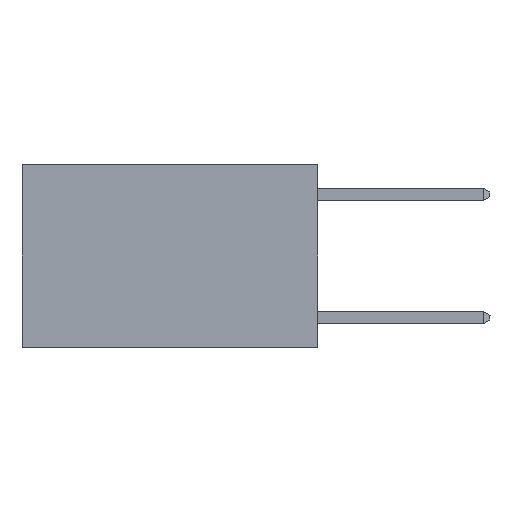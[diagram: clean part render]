
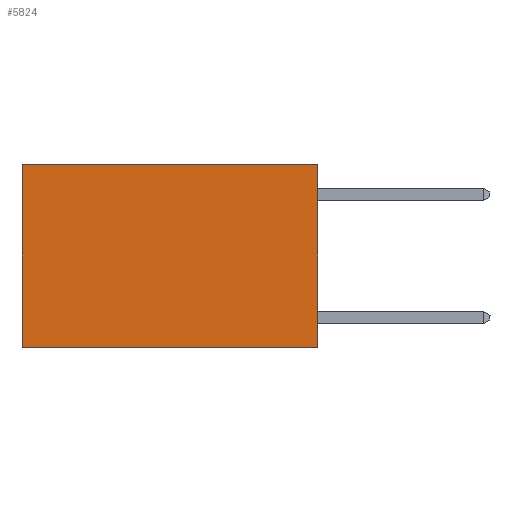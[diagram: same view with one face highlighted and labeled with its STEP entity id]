
A CAD part, left-side view. The second image highlights one B-rep face of the part: STEP entity #5824.
In plain terms, the highlighted planar face has unit normal (-1, 0, 0).
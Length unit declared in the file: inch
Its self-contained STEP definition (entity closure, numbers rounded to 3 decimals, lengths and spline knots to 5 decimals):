
#180 = EDGE_LOOP ( 'NONE', ( #3443, #796, #4606, #2946 ) ) ;
#260 = VECTOR ( 'NONE', #7483, 39.37008 ) ;
#664 = CARTESIAN_POINT ( 'NONE',  ( 0.2625, 0., -0.37 ) ) ;
#706 = DIRECTION ( 'NONE',  ( 0., 0., -1. ) ) ;
#796 = ORIENTED_EDGE ( 'NONE', *, *, #8193, .F. ) ;
#805 = FACE_OUTER_BOUND ( 'NONE', #180, .T. ) ;
#844 = LINE ( 'NONE', #3663, #8344 ) ;
#1105 = CARTESIAN_POINT ( 'NONE',  ( 0.2625, 0., -0.37 ) ) ;
#1383 = EDGE_CURVE ( 'NONE', #6090, #5229, #844, .T. ) ;
#1640 = PLANE ( 'NONE',  #5291 ) ;
#1670 = DIRECTION ( 'NONE',  ( 0., 0., -1. ) ) ;
#1978 = LINE ( 'NONE', #6221, #260 ) ;
#2640 = VECTOR ( 'NONE', #3087, 39.37008 ) ;
#2946 = ORIENTED_EDGE ( 'NONE', *, *, #1383, .T. ) ;
#3087 = DIRECTION ( 'NONE',  ( 0., 1., 0. ) ) ;
#3333 = CARTESIAN_POINT ( 'NONE',  ( 0.2625, 0.6, -0.37 ) ) ;
#3443 = ORIENTED_EDGE ( 'NONE', *, *, #6641, .T. ) ;
#3663 = CARTESIAN_POINT ( 'NONE',  ( 0.2625, 0., 0. ) ) ;
#4321 = CARTESIAN_POINT ( 'NONE',  ( 0.2625, 0., 0. ) ) ;
#4606 = ORIENTED_EDGE ( 'NONE', *, *, #8081, .F. ) ;
#4622 = CARTESIAN_POINT ( 'NONE',  ( 0.2625, 0.6, 0. ) ) ;
#5160 = VERTEX_POINT ( 'NONE', #3333 ) ;
#5229 = VERTEX_POINT ( 'NONE', #5944 ) ;
#5291 = AXIS2_PLACEMENT_3D ( 'NONE', #4321, #6262, #1670 ) ;
#5486 = DIRECTION ( 'NONE',  ( 0., 1., 0. ) ) ;
#5824 = ADVANCED_FACE ( 'NONE', ( #805 ), #1640, .F. ) ;
#5924 = LINE ( 'NONE', #4622, #6653 ) ;
#5944 = CARTESIAN_POINT ( 'NONE',  ( 0.2625, 0.6, 0. ) ) ;
#6090 = VERTEX_POINT ( 'NONE', #7364 ) ;
#6175 = LINE ( 'NONE', #1105, #2640 ) ;
#6221 = CARTESIAN_POINT ( 'NONE',  ( 0.2625, 0., 0. ) ) ;
#6262 = DIRECTION ( 'NONE',  ( 1., 0., 0. ) ) ;
#6641 = EDGE_CURVE ( 'NONE', #5229, #5160, #5924, .T. ) ;
#6653 = VECTOR ( 'NONE', #706, 39.37008 ) ;
#6925 = VERTEX_POINT ( 'NONE', #664 ) ;
#7364 = CARTESIAN_POINT ( 'NONE',  ( 0.2625, 0., 0. ) ) ;
#7483 = DIRECTION ( 'NONE',  ( 0., 0., -1. ) ) ;
#8081 = EDGE_CURVE ( 'NONE', #6090, #6925, #1978, .T. ) ;
#8193 = EDGE_CURVE ( 'NONE', #6925, #5160, #6175, .T. ) ;
#8344 = VECTOR ( 'NONE', #5486, 39.37008 ) ;
